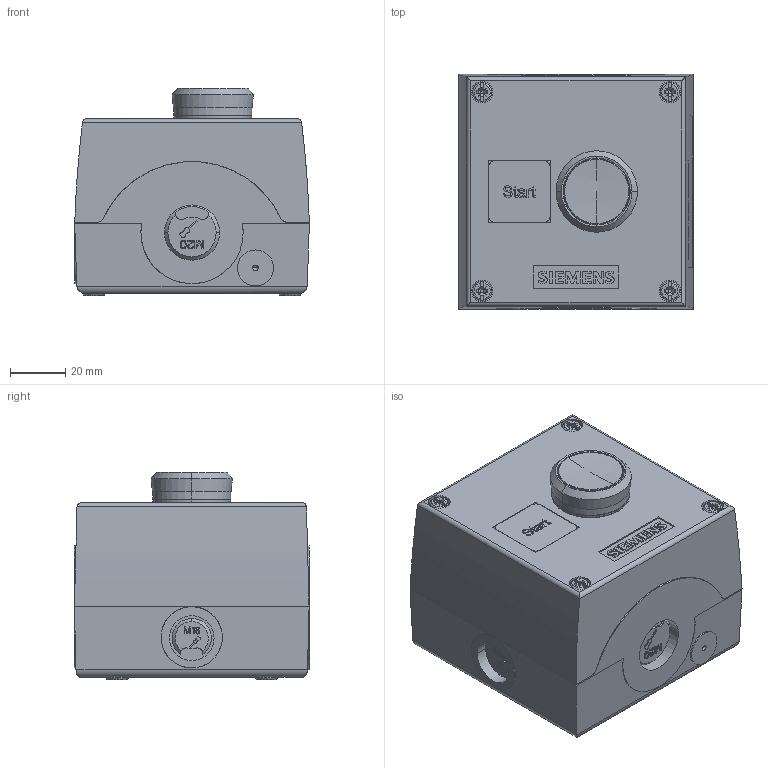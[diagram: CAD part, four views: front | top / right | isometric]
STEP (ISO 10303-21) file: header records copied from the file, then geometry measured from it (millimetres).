
FILE_DESCRIPTION(('STEP AP214'),'1');
FILE_NAME('cctmp_A1B2330A-2EF3-41E9-9580-FADD2DE58B6C_2023_07_21_16_27_22_0395..stp','2023-07-21T14:27:23',('SIEMENS A&D'),('CADClick - www.CADClick.com'),'Spatial InterOp 3D postprocessed',' ','unknown authorization');
FILE_SCHEMA(('AUTOMOTIVE_DESIGN'));
Length unit declared in the file: millimetre
Products named in the file (4): cc_unnamed; 2023_07_21_16_27_22_0327; 2023_07_21_16_27_22_0324; 2023_07_21_16_27_22_0320
Assembly tree (3 placements, depth 2):
  cc_unnamed
    2023_07_21_16_27_22_0327
    2023_07_21_16_27_22_0324
    2023_07_21_16_27_22_0320
Bounding box: 85.06 x 85.2 x 75 mm (x, y, z)
Volume: 407381 mm3; surface area: 59534.6 mm2
Topology: 3 solids, 5 shells, 1719 faces, 4793 edges, 3172 vertices
Faces by surface type: plane 1197, cylinder 324, extrusion 90, cone 74, torus 28, sphere 6
Entity records: 68887 total; most frequent: CARTESIAN_POINT 15433, ORIENTED_EDGE 9574, DIRECTION 8385, EDGE_CURVE 4787, VECTOR 3581, LINE 3491, VERTEX_POINT 3172, STYLED_ITEM 2796
